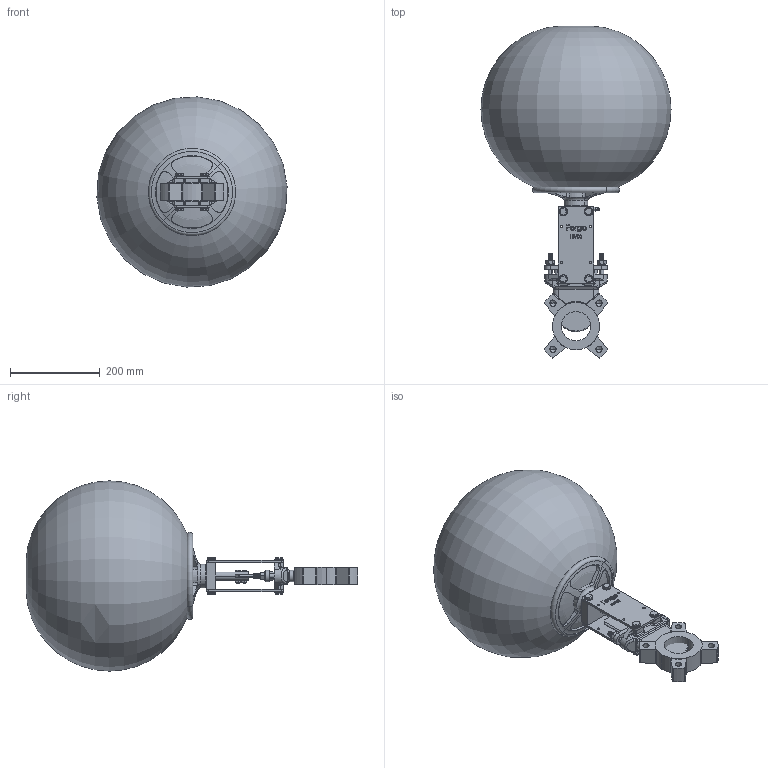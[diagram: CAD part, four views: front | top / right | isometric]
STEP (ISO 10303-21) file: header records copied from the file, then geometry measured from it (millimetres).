
FILE_DESCRIPTION (( 'STEP AP214' ), '1' );
FILE_NAME ('FB700-Plattenschieber-Stoffschieber-DN65-PN10-Handrad-Steigender-Spindel-Fergo.STEP', '2022-09-22T07:28:01', ( '' ), ( '' ), 'SwSTEP 2.0', 'SolidWorks 2022', '' );
FILE_SCHEMA (( 'AUTOMOTIVE_DESIGN' ));
Length unit declared in the file: millimetre
Products named in the file (1): FB700-Plattenschieber-Stoffschieber-DN65-PN10-Handrad-Steigender-Spindel-Fergo
Bounding box: 423.18 x 738.77 x 423.27 mm (x, y, z)
Volume: 74378568 mm3; surface area: 1398434.2 mm2
Topology: 39 solids, 39 shells, 1436 faces, 3629 edges, 2294 vertices
Faces by surface type: cylinder 510, plane 420, bspline 268, torus 120, cone 114, sphere 4
Entity records: 81010 total; most frequent: CARTESIAN_POINT 48005, ORIENTED_EDGE 7170, DIRECTION 5376, EDGE_CURVE 3585, VERTEX_POINT 2294, AXIS2_PLACEMENT_3D 2007, EDGE_LOOP 1597, FACE_OUTER_BOUND 1438
